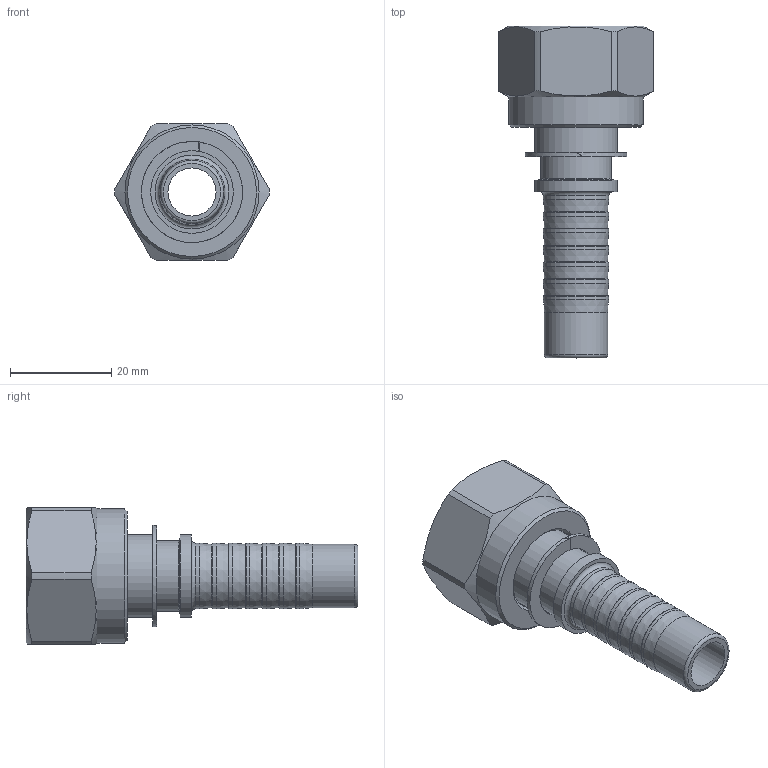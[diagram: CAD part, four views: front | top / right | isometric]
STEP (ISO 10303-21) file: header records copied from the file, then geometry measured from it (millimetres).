
FILE_DESCRIPTION(/* description */ ('Unknown'),/* implementation_level */ '2;1');
FILE_NAME(/* name */ '316429_Pressnippel_DKR_NW12',/* time_stamp */ '2022-09-07T13:23:12+02:00',/* author */ ('Unknown'),/* organization */ ('Unknown'),/* preprocessor_version */ 'ST-DEVELOPER v18.102',/* originating_system */ 'Solid Edge',/* authorisation */ 'Unknown');
FILE_SCHEMA (('AUTOMOTIVE_DESIGN {1 0 10303 214 3 1 1}'));
Length unit declared in the file: millimetre
Products named in the file (4): 50000316429_Pressnippel_DKR_NW12; 04-1952_Dichtkegelpressnippel_DKR_NW12; 04-1953_Überwurfmutter_Dichtkegelpressnippel; 57872014408_Stützring_G14,4x20x0,8
Assembly tree (3 placements, depth 2):
  50000316429_Pressnippel_DKR_NW12
    04-1952_Dichtkegelpressnippel_DKR_NW12
    04-1953_Überwurfmutter_Dichtkegelpressnippel
    57872014408_Stützring_G14,4x20x0,8
Bounding box: 30.5 x 65.6 x 27 mm (x, y, z)
Volume: 12013.7 mm3; surface area: 9092.2 mm2
Topology: 3 solids, 3 shells, 78 faces, 170 edges, 109 vertices
Faces by surface type: plane 25, cylinder 25, cone 14, torus 14
Full cylindrical faces by diameter (mm): 9.5 x1, 12.5 x1, 13.026 x7, 13.9 x1, 16.35 x2, 16.8 x1, 19 x1, 19.13 x1, 21 x1, 26.5 x1
Entity records: 2088 total; most frequent: CARTESIAN_POINT 344, DIRECTION 338, ORIENTED_EDGE 214, AXIS2_PLACEMENT_3D 161, EDGE_LOOP 138, FACE_BOUND 138, EDGE_CURVE 107, VERTEX_POINT 91
